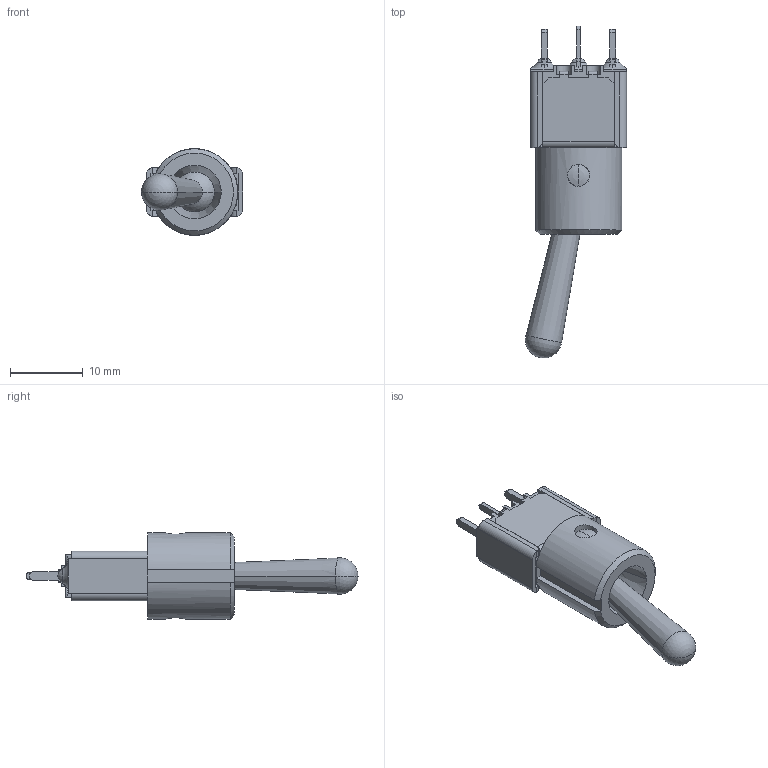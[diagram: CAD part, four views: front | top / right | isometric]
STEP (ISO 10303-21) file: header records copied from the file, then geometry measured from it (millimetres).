
FILE_DESCRIPTION((''),'2;1');
FILE_NAME('5236MAKB','2009-12-15T',('francis'),(''),'PRO/ENGINEER BY PARAMETRIC TECHNOLOGY CORPORATION, 2008400','PRO/ENGINEER BY PARAMETRIC TECHNOLOGY CORPORATION, 2008400','');
FILE_SCHEMA(('CONFIG_CONTROL_DESIGN'));
Length unit declared in the file: millimetre
Products named in the file (1): 5236MAKB
Bounding box: 13.9 x 45.64 x 11.9 mm (x, y, z)
Volume: 1884.8 mm3; surface area: 2893.9 mm2
Topology: 2 solids, 2 shells, 486 faces, 1365 edges, 849 vertices
Faces by surface type: plane 318, cylinder 109, torus 16, sphere 16, bspline 14, cone 13
Entity records: 17294 total; most frequent: CARTESIAN_POINT 4994, ORIENTED_EDGE 2718, DIRECTION 2374, EDGE_CURVE 1359, VECTOR 880, LINE 880, VERTEX_POINT 849, AXIS2_PLACEMENT_3D 747
